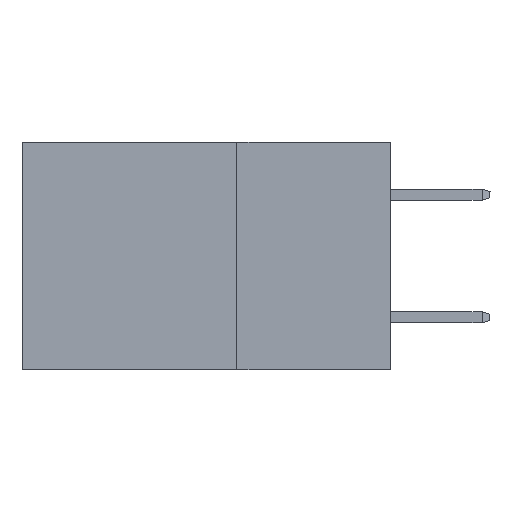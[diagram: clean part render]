
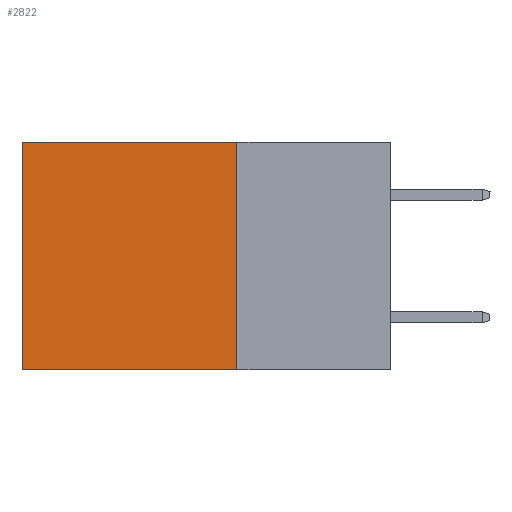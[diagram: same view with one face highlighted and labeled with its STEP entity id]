
A CAD part, left-side view. The second image highlights one B-rep face of the part: STEP entity #2822.
In plain terms, the highlighted planar face has unit normal (-1, 0, 0).
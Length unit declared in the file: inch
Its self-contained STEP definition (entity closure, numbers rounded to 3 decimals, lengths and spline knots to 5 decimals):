
#841 = VECTOR ( 'NONE', #18657, 39.37008 ) ;
#922 = LINE ( 'NONE', #2981, #18924 ) ;
#2822 = ADVANCED_FACE ( 'NONE', ( #17399 ), #2826, .F. ) ;
#2826 = PLANE ( 'NONE',  #6403 ) ;
#2981 = CARTESIAN_POINT ( 'NONE',  ( 0.2875, 0.25, -0.37 ) ) ;
#3036 = VERTEX_POINT ( 'NONE', #22334 ) ;
#3645 = CARTESIAN_POINT ( 'NONE',  ( 0.2875, 0.25, 0. ) ) ;
#4741 = EDGE_CURVE ( 'NONE', #13379, #12621, #7816, .T. ) ;
#6403 = AXIS2_PLACEMENT_3D ( 'NONE', #16420, #21769, #13146 ) ;
#6680 = CARTESIAN_POINT ( 'NONE',  ( 0.2875, 0.6, -0.37 ) ) ;
#6751 = VECTOR ( 'NONE', #9378, 39.37008 ) ;
#7391 = ORIENTED_EDGE ( 'NONE', *, *, #19660, .T. ) ;
#7816 = LINE ( 'NONE', #3645, #6751 ) ;
#8012 = CARTESIAN_POINT ( 'NONE',  ( 0.2875, 0.25, -0.37 ) ) ;
#9378 = DIRECTION ( 'NONE',  ( 0., 0., -1. ) ) ;
#10010 = EDGE_CURVE ( 'NONE', #12621, #16356, #922, .T. ) ;
#11300 = ORIENTED_EDGE ( 'NONE', *, *, #16370, .T. ) ;
#12545 = LINE ( 'NONE', #15177, #841 ) ;
#12621 = VERTEX_POINT ( 'NONE', #8012 ) ;
#13146 = DIRECTION ( 'NONE',  ( 0., 0., -1. ) ) ;
#13335 = LINE ( 'NONE', #17110, #16589 ) ;
#13379 = VERTEX_POINT ( 'NONE', #18852 ) ;
#15177 = CARTESIAN_POINT ( 'NONE',  ( 0.2875, 0.25, 0. ) ) ;
#16356 = VERTEX_POINT ( 'NONE', #6680 ) ;
#16370 = EDGE_CURVE ( 'NONE', #3036, #16356, #13335, .T. ) ;
#16420 = CARTESIAN_POINT ( 'NONE',  ( 0.2875, 0.25, 0. ) ) ;
#16589 = VECTOR ( 'NONE', #20630, 39.37008 ) ;
#17110 = CARTESIAN_POINT ( 'NONE',  ( 0.2875, 0.6, 0. ) ) ;
#17399 = FACE_OUTER_BOUND ( 'NONE', #17633, .T. ) ;
#17633 = EDGE_LOOP ( 'NONE', ( #11300, #18299, #19824, #7391 ) ) ;
#18299 = ORIENTED_EDGE ( 'NONE', *, *, #10010, .F. ) ;
#18657 = DIRECTION ( 'NONE',  ( 0., 1., 0. ) ) ;
#18737 = DIRECTION ( 'NONE',  ( 0., 1., 0. ) ) ;
#18852 = CARTESIAN_POINT ( 'NONE',  ( 0.2875, 0.25, 0. ) ) ;
#18924 = VECTOR ( 'NONE', #18737, 39.37008 ) ;
#19660 = EDGE_CURVE ( 'NONE', #13379, #3036, #12545, .T. ) ;
#19824 = ORIENTED_EDGE ( 'NONE', *, *, #4741, .F. ) ;
#20630 = DIRECTION ( 'NONE',  ( 0., 0., -1. ) ) ;
#21769 = DIRECTION ( 'NONE',  ( 1., 0., 0. ) ) ;
#22334 = CARTESIAN_POINT ( 'NONE',  ( 0.2875, 0.6, 0. ) ) ;
